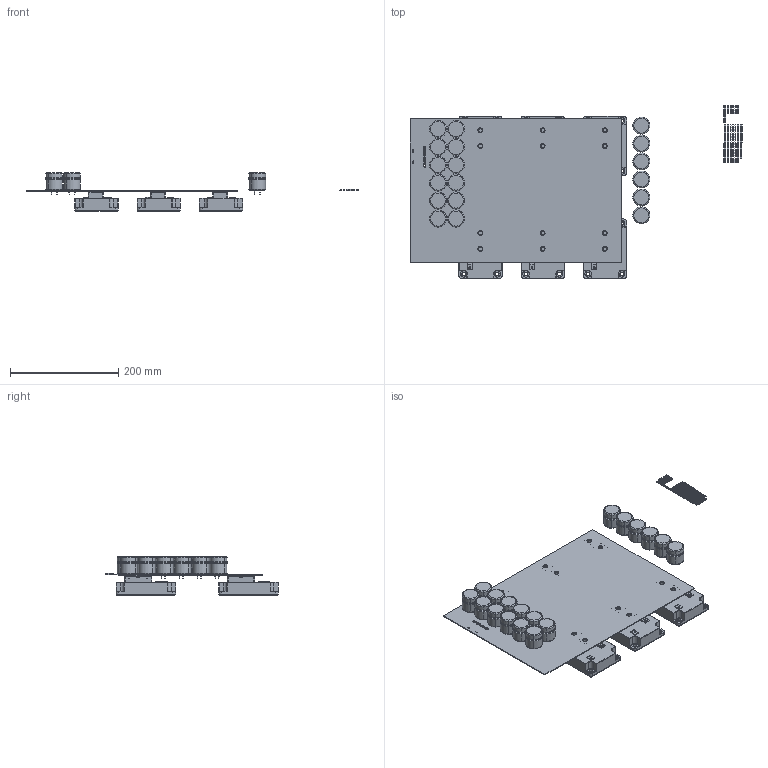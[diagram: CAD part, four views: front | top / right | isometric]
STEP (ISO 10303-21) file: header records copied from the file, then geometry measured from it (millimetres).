
FILE_DESCRIPTION(('KiCad electronic assembly'),'2;1');
FILE_NAME('PowerBoard.step','2025-04-21T18:13:33',('Pcbnew'),('Kicad'), 'Open CASCADE STEP processor 7.9','KiCad to STEP converter','Unknown' );
FILE_SCHEMA(('AUTOMOTIVE_DESIGN { 1 0 10303 214 1 1 1 1 }'));
Length unit declared in the file: millimetre
Products named in the file (8): PowerBoard 1; C_1210_3225Metric; ALH82A750CB600; R_1210_3225Metric; Mitsubishi CM600HA-24H; Component3; SOLID; PowerBoard_PCB
Assembly tree (151 placements, depth 3):
  PowerBoard 1
    C_1210_3225Metric  x64
    ALH82A750CB600  x18
    R_1210_3225Metric  x60
    Mitsubishi CM600HA-24H  x6
      Component3
      SOLID
    PowerBoard_PCB
Bounding box: 613.5 x 319.56 x 71 mm (x, y, z)
Volume: 1833176.2 mm3; surface area: 484317 mm2
Topology: 173 solids, 173 shells, 6312 faces, 16272 edges, 10542 vertices
Faces by surface type: plane 3414, cylinder 2004, bspline 558, torus 288, sphere 48
Full cylindrical faces by diameter (mm): 0.5 x64, 0.8 x6, 2 x24, 3.332 x12, 6.502 x24, 6.779 x12, 9 x12, 12.09 x48
Entity records: 16805 total; most frequent: CARTESIAN_POINT 3030, DIRECTION 2685, ORIENTED_EDGE 2326, EDGE_CURVE 1163, AXIS2_PLACEMENT_3D 1076, VERTEX_POINT 751, FACE_BOUND 690, EDGE_LOOP 690
